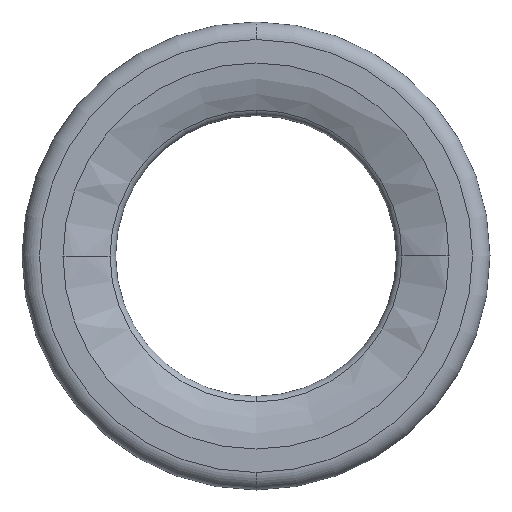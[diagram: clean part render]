
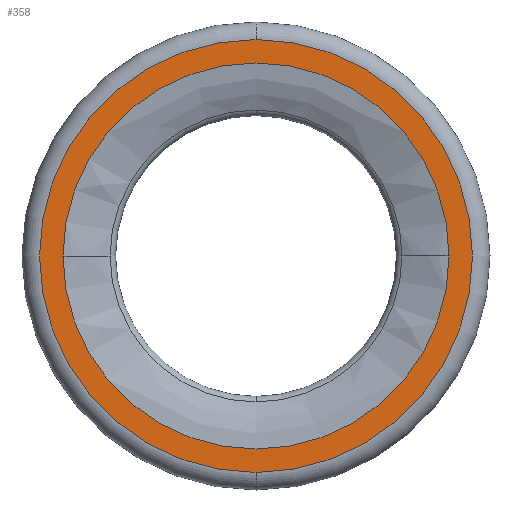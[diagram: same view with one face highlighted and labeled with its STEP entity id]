
A CAD part, front view. The second image highlights one B-rep face of the part: STEP entity #358.
In plain terms, the highlighted planar face has unit normal (0, -1, 0).
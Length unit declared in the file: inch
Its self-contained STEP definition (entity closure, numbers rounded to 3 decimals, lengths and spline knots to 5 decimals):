
#1 = EDGE_LOOP ( 'NONE', ( #338, #418 ) ) ;
#6 = EDGE_CURVE ( 'NONE', #147, #86, #567, .T. ) ;
#11 = DIRECTION ( 'NONE',  ( 0., 0., 1. ) ) ;
#15 = AXIS2_PLACEMENT_3D ( 'NONE', #472, #324, #132 ) ;
#47 = AXIS2_PLACEMENT_3D ( 'NONE', #296, #517, #242 ) ;
#67 = CIRCLE ( 'NONE', #208, 2.3125 ) ;
#86 = VERTEX_POINT ( 'NONE', #523 ) ;
#105 = PLANE ( 'NONE',  #47 ) ;
#127 = CIRCLE ( 'NONE', #15, 2.0625 ) ;
#132 = DIRECTION ( 'NONE',  ( 0., 0., 1. ) ) ;
#147 = VERTEX_POINT ( 'NONE', #492 ) ;
#187 = CARTESIAN_POINT ( 'NONE',  ( 2.0625, -0.375, 0. ) ) ;
#208 = AXIS2_PLACEMENT_3D ( 'NONE', #224, #589, #11 ) ;
#220 = AXIS2_PLACEMENT_3D ( 'NONE', #621, #563, #483 ) ;
#224 = CARTESIAN_POINT ( 'NONE',  ( 0., -0.375, 0. ) ) ;
#226 = FACE_OUTER_BOUND ( 'NONE', #1, .T. ) ;
#235 = DIRECTION ( 'NONE',  ( 0., 0., 1. ) ) ;
#242 = DIRECTION ( 'NONE',  ( 0., 0., 1. ) ) ;
#251 = CIRCLE ( 'NONE', #527, 2.0625 ) ;
#261 = ORIENTED_EDGE ( 'NONE', *, *, #507, .T. ) ;
#292 = EDGE_CURVE ( 'NONE', #607, #329, #251, .T. ) ;
#296 = CARTESIAN_POINT ( 'NONE',  ( 0., -0.375, 0. ) ) ;
#307 = FACE_BOUND ( 'NONE', #608, .T. ) ;
#324 = DIRECTION ( 'NONE',  ( 0., 1., 0. ) ) ;
#329 = VERTEX_POINT ( 'NONE', #187 ) ;
#338 = ORIENTED_EDGE ( 'NONE', *, *, #6, .F. ) ;
#358 = ADVANCED_FACE ( 'NONE', ( #226, #307 ), #105, .F. ) ;
#381 = CARTESIAN_POINT ( 'NONE',  ( 0., -0.375, 0. ) ) ;
#418 = ORIENTED_EDGE ( 'NONE', *, *, #438, .F. ) ;
#422 = CARTESIAN_POINT ( 'NONE',  ( -2.0625, -0.375, 0. ) ) ;
#432 = DIRECTION ( 'NONE',  ( 0., 1., 0. ) ) ;
#438 = EDGE_CURVE ( 'NONE', #86, #147, #67, .T. ) ;
#472 = CARTESIAN_POINT ( 'NONE',  ( 0., -0.375, 0. ) ) ;
#483 = DIRECTION ( 'NONE',  ( 0., 0., 1. ) ) ;
#492 = CARTESIAN_POINT ( 'NONE',  ( 0., -0.375, 2.3125 ) ) ;
#507 = EDGE_CURVE ( 'NONE', #329, #607, #127, .T. ) ;
#517 = DIRECTION ( 'NONE',  ( 0., 1., 0. ) ) ;
#523 = CARTESIAN_POINT ( 'NONE',  ( 0., -0.375, -2.3125 ) ) ;
#527 = AXIS2_PLACEMENT_3D ( 'NONE', #381, #432, #235 ) ;
#562 = ORIENTED_EDGE ( 'NONE', *, *, #292, .T. ) ;
#563 = DIRECTION ( 'NONE',  ( 0., 1., 0. ) ) ;
#567 = CIRCLE ( 'NONE', #220, 2.3125 ) ;
#589 = DIRECTION ( 'NONE',  ( 0., 1., 0. ) ) ;
#607 = VERTEX_POINT ( 'NONE', #422 ) ;
#608 = EDGE_LOOP ( 'NONE', ( #562, #261 ) ) ;
#621 = CARTESIAN_POINT ( 'NONE',  ( 0., -0.375, 0. ) ) ;
